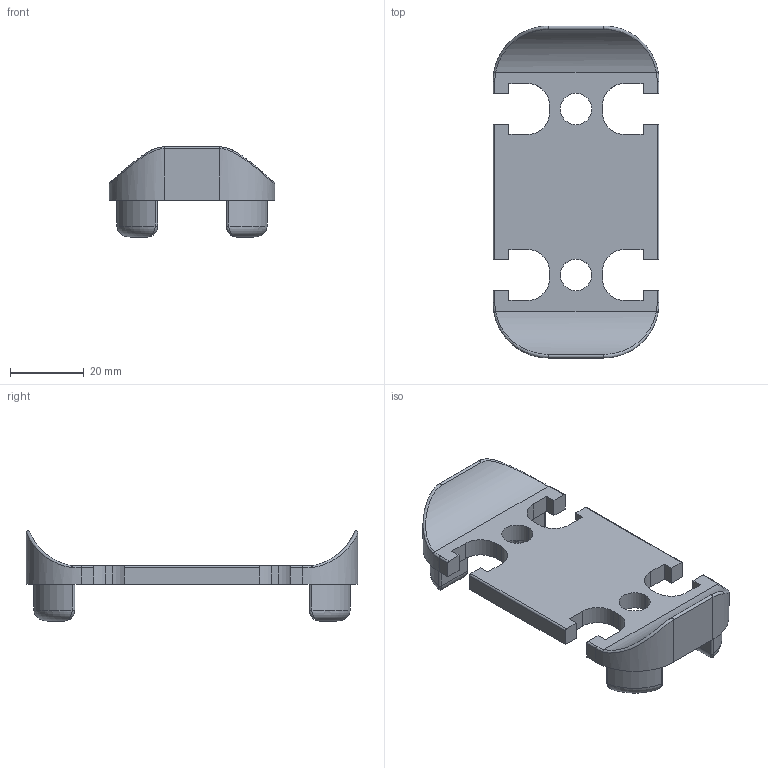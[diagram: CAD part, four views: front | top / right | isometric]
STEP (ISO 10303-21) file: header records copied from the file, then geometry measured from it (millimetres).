
FILE_DESCRIPTION (( 'STEP AP203' ), '1' );
FILE_NAME ('800.029.108-2.STEP', '2013-01-21T10:46:13', ( '' ), ( '' ), 'SwSTEP 2.0', 'SolidWorks 2011', '' );
FILE_SCHEMA (( 'CONFIG_CONTROL_DESIGN' ));
Length unit declared in the file: millimetre
Products named in the file (1): 800.029.108-2
Bounding box: 45 x 90 x 24.48 mm (x, y, z)
Volume: 21332.7 mm3; surface area: 10510.7 mm2
Topology: 1 solids, 1 shells, 126 faces, 328 edges, 196 vertices
Faces by surface type: cylinder 52, plane 50, bspline 16, torus 8
Entity records: 5165 total; most frequent: CARTESIAN_POINT 2151, ORIENTED_EDGE 632, DIRECTION 590, EDGE_CURVE 316, AXIS2_PLACEMENT_3D 203, VERTEX_POINT 196, LINE 184, VECTOR 184
